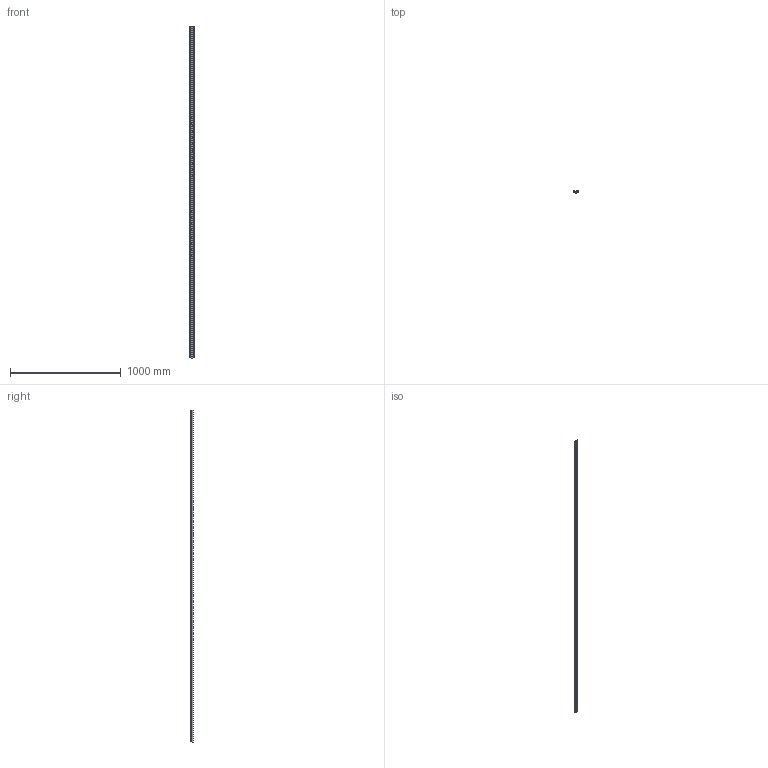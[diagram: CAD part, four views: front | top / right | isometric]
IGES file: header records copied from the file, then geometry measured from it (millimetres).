
Start section:  PTC IGES file: s0356-61605.igs
Global section: file name: s0356-61605.igs; native system: Pro/ENGINEER by Parametric Technology Corporation; preprocessor: 2004400; author: Andrea.Castagnoli; organization: Unknown; date: 070625.114111; units: millimetre
Bounding box: 40 x 21 x 3000 mm (x, y, z)
Volume: 1295419.1 mm3; surface area: 503714.2 mm2
Topology: 1 solids, 1 shells, 34 faces, 90 edges, 56 vertices
Faces by surface type: bspline 32, revolution 2
